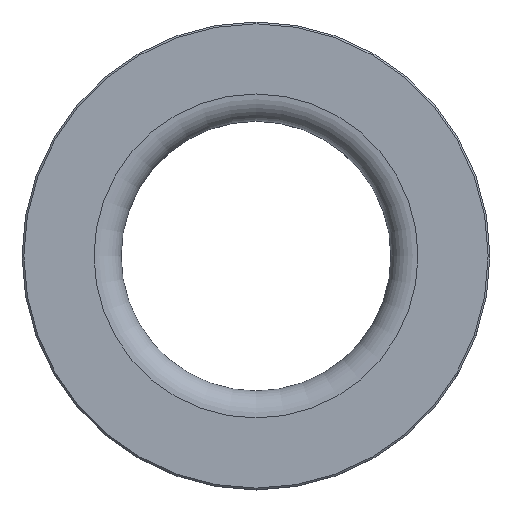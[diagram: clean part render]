
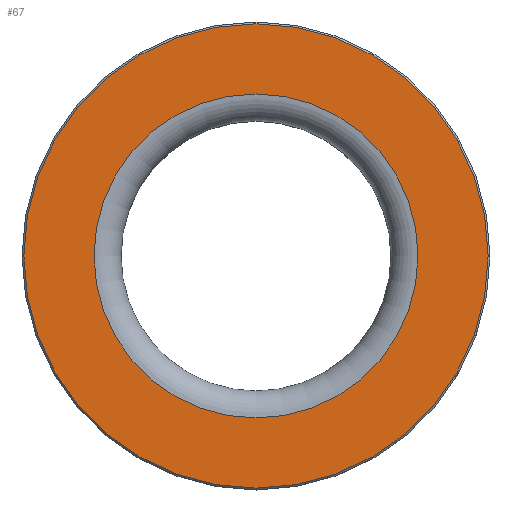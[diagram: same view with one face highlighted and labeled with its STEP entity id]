
A CAD part, top view. The second image highlights one B-rep face of the part: STEP entity #67.
In plain terms, the highlighted planar face has unit normal (0, 0, 1).
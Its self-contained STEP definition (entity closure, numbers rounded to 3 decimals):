
#67 = ADVANCED_FACE( '', ( #142, #143 ), #144, .F. );
#142 = FACE_OUTER_BOUND( '', #209, .T. );
#143 = FACE_BOUND( '', #210, .T. );
#144 = PLANE( '', #211 );
#209 = EDGE_LOOP( '', ( #298 ) );
#210 = EDGE_LOOP( '', ( #299 ) );
#211 = AXIS2_PLACEMENT_3D( '', #300, #301, #302 );
#298 = ORIENTED_EDGE( '', *, *, #310, .T. );
#299 = ORIENTED_EDGE( '', *, *, #330, .T. );
#300 = CARTESIAN_POINT( '', ( 0., 0., 25. ) );
#301 = DIRECTION( '', ( 0., 0., -1. ) );
#302 = DIRECTION( '', ( -1., 0., 0. ) );
#310 = EDGE_CURVE( '', #344, #344, #345, .F. );
#330 = EDGE_CURVE( '', #374, #374, #375, .T. );
#344 = VERTEX_POINT( '', #389 );
#345 = CIRCLE( '', #390, 25.8 );
#374 = VERTEX_POINT( '', #419 );
#375 = CIRCLE( '', #420, 18. );
#389 = CARTESIAN_POINT( '', ( -25.8, 0., 25. ) );
#390 = AXIS2_PLACEMENT_3D( '', #435, #436, #437 );
#419 = CARTESIAN_POINT( '', ( -18., 0., 25. ) );
#420 = AXIS2_PLACEMENT_3D( '', #465, #466, #467 );
#435 = CARTESIAN_POINT( '', ( 0., 0., 25. ) );
#436 = DIRECTION( '', ( 0., 0., -1. ) );
#437 = DIRECTION( '', ( -1., 0., 0. ) );
#465 = CARTESIAN_POINT( '', ( 0., 0., 25. ) );
#466 = DIRECTION( '', ( 0., 0., -1. ) );
#467 = DIRECTION( '', ( -1., 0., 0. ) );
